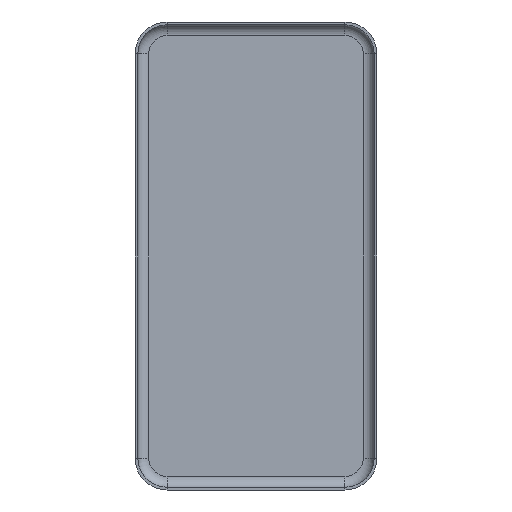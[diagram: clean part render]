
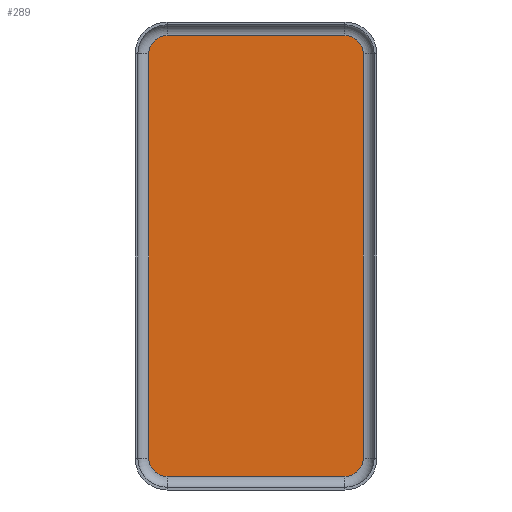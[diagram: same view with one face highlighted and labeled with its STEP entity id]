
A CAD part, front view. The second image highlights one B-rep face of the part: STEP entity #289.
In plain terms, the highlighted planar face has unit normal (0, -1, 0).
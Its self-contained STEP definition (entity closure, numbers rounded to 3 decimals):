
#7 = EDGE_CURVE ( 'NONE', #1147, #215, #812, .T. ) ;
#8 = ORIENTED_EDGE ( 'NONE', *, *, #638, .F. ) ;
#17 = CARTESIAN_POINT ( 'NONE',  ( -9.75, -0.3, 24.15 ) ) ;
#32 = AXIS2_PLACEMENT_3D ( 'NONE', #42, #1140, #780 ) ;
#42 = CARTESIAN_POINT ( 'NONE',  ( -9.75, -0.3, -22.15 ) ) ;
#43 = DIRECTION ( 'NONE',  ( 0., 0., 1. ) ) ;
#63 = DIRECTION ( 'NONE',  ( 0., 0., 1. ) ) ;
#71 = VERTEX_POINT ( 'NONE', #17 ) ;
#80 = ORIENTED_EDGE ( 'NONE', *, *, #779, .F. ) ;
#92 = CARTESIAN_POINT ( 'NONE',  ( -11.75, -0.3, -22.15 ) ) ;
#97 = EDGE_CURVE ( 'NONE', #366, #788, #674, .T. ) ;
#108 = ORIENTED_EDGE ( 'NONE', *, *, #7, .F. ) ;
#121 = ORIENTED_EDGE ( 'NONE', *, *, #97, .F. ) ;
#132 = DIRECTION ( 'NONE',  ( 0., 1., 0. ) ) ;
#137 = VERTEX_POINT ( 'NONE', #602 ) ;
#145 = CARTESIAN_POINT ( 'NONE',  ( 9.75, -0.3, 24.15 ) ) ;
#156 = EDGE_CURVE ( 'NONE', #137, #71, #317, .T. ) ;
#188 = VECTOR ( 'NONE', #681, 1000. ) ;
#215 = VERTEX_POINT ( 'NONE', #1051 ) ;
#234 = DIRECTION ( 'NONE',  ( 0., 1., 0. ) ) ;
#289 = ADVANCED_FACE ( 'NONE', ( #561 ), #420, .T. ) ;
#317 = CIRCLE ( 'NONE', #483, 2. ) ;
#318 = CARTESIAN_POINT ( 'NONE',  ( 9.75, -0.3, -22.15 ) ) ;
#320 = DIRECTION ( 'NONE',  ( 0., 0., -1. ) ) ;
#324 = ORIENTED_EDGE ( 'NONE', *, *, #895, .F. ) ;
#329 = VECTOR ( 'NONE', #746, 1000. ) ;
#334 = CARTESIAN_POINT ( 'NONE',  ( 9.75, -0.3, -24.15 ) ) ;
#337 = AXIS2_PLACEMENT_3D ( 'NONE', #1152, #1055, #320 ) ;
#350 = CARTESIAN_POINT ( 'NONE',  ( -9.75, -0.3, 24.15 ) ) ;
#366 = VERTEX_POINT ( 'NONE', #933 ) ;
#385 = CIRCLE ( 'NONE', #32, 2. ) ;
#389 = CARTESIAN_POINT ( 'NONE',  ( 11.75, -0.3, 22.15 ) ) ;
#399 = AXIS2_PLACEMENT_3D ( 'NONE', #1154, #234, #955 ) ;
#405 = DIRECTION ( 'NONE',  ( 0., 1., 0. ) ) ;
#420 = PLANE ( 'NONE',  #337 ) ;
#421 = LINE ( 'NONE', #350, #1150 ) ;
#442 = CIRCLE ( 'NONE', #399, 2. ) ;
#483 = AXIS2_PLACEMENT_3D ( 'NONE', #679, #132, #63 ) ;
#487 = LINE ( 'NONE', #92, #611 ) ;
#529 = ORIENTED_EDGE ( 'NONE', *, *, #1103, .F. ) ;
#544 = DIRECTION ( 'NONE',  ( 1., 0., 0. ) ) ;
#561 = FACE_OUTER_BOUND ( 'NONE', #628, .T. ) ;
#587 = CARTESIAN_POINT ( 'NONE',  ( 9.75, -0.3, -24.15 ) ) ;
#593 = CARTESIAN_POINT ( 'NONE',  ( -11.75, -0.3, -22.15 ) ) ;
#600 = EDGE_CURVE ( 'NONE', #631, #366, #442, .T. ) ;
#602 = CARTESIAN_POINT ( 'NONE',  ( -11.75, -0.3, 22.15 ) ) ;
#611 = VECTOR ( 'NONE', #637, 1000. ) ;
#612 = VERTEX_POINT ( 'NONE', #593 ) ;
#628 = EDGE_LOOP ( 'NONE', ( #910, #80, #994, #324, #529, #108, #8, #121 ) ) ;
#631 = VERTEX_POINT ( 'NONE', #145 ) ;
#637 = DIRECTION ( 'NONE',  ( 0., 0., 1. ) ) ;
#638 = EDGE_CURVE ( 'NONE', #788, #1147, #813, .T. ) ;
#674 = LINE ( 'NONE', #389, #329 ) ;
#679 = CARTESIAN_POINT ( 'NONE',  ( -9.75, -0.3, 22.15 ) ) ;
#681 = DIRECTION ( 'NONE',  ( -1., 0., 0. ) ) ;
#746 = DIRECTION ( 'NONE',  ( 0., 0., -1. ) ) ;
#779 = EDGE_CURVE ( 'NONE', #71, #631, #421, .T. ) ;
#780 = DIRECTION ( 'NONE',  ( 0., 0., 1. ) ) ;
#788 = VERTEX_POINT ( 'NONE', #987 ) ;
#812 = LINE ( 'NONE', #334, #188 ) ;
#813 = CIRCLE ( 'NONE', #1073, 2. ) ;
#895 = EDGE_CURVE ( 'NONE', #612, #137, #487, .T. ) ;
#910 = ORIENTED_EDGE ( 'NONE', *, *, #600, .F. ) ;
#933 = CARTESIAN_POINT ( 'NONE',  ( 11.75, -0.3, 22.15 ) ) ;
#955 = DIRECTION ( 'NONE',  ( 0., 0., 1. ) ) ;
#987 = CARTESIAN_POINT ( 'NONE',  ( 11.75, -0.3, -22.15 ) ) ;
#994 = ORIENTED_EDGE ( 'NONE', *, *, #156, .F. ) ;
#1051 = CARTESIAN_POINT ( 'NONE',  ( -9.75, -0.3, -24.15 ) ) ;
#1055 = DIRECTION ( 'NONE',  ( 0., -1., 0. ) ) ;
#1073 = AXIS2_PLACEMENT_3D ( 'NONE', #318, #405, #43 ) ;
#1103 = EDGE_CURVE ( 'NONE', #215, #612, #385, .T. ) ;
#1140 = DIRECTION ( 'NONE',  ( 0., 1., 0. ) ) ;
#1147 = VERTEX_POINT ( 'NONE', #587 ) ;
#1150 = VECTOR ( 'NONE', #544, 1000. ) ;
#1152 = CARTESIAN_POINT ( 'NONE',  ( 9.75, -0.3, 22.15 ) ) ;
#1154 = CARTESIAN_POINT ( 'NONE',  ( 9.75, -0.3, 22.15 ) ) ;
